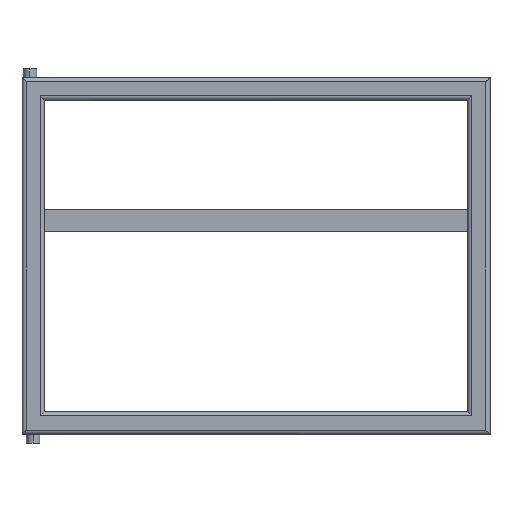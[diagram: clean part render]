
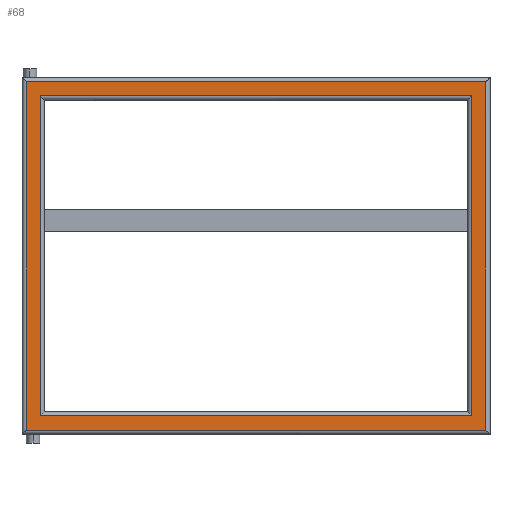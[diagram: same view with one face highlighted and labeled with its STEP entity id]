
A CAD part, top view. The second image highlights one B-rep face of the part: STEP entity #68.
In plain terms, the highlighted planar face has unit normal (0, 0, 1).
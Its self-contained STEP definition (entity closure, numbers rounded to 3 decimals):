
#4 = VECTOR ( 'NONE', #1164, 1000. ) ;
#68 = ADVANCED_FACE ( 'NONE', ( #780, #2279 ), #2040, .F. ) ;
#89 = VECTOR ( 'NONE', #1607, 1000. ) ;
#124 = CARTESIAN_POINT ( 'NONE',  ( 1141.421, -16., 25. ) ) ;
#146 = EDGE_CURVE ( 'NONE', #1958, #2224, #910, .T. ) ;
#158 = ORIENTED_EDGE ( 'NONE', *, *, #2497, .T. ) ;
#229 = LINE ( 'NONE', #2003, #2541 ) ;
#318 = ORIENTED_EDGE ( 'NONE', *, *, #1316, .F. ) ;
#327 = DIRECTION ( 'NONE',  ( -1., 0., 0. ) ) ;
#334 = CARTESIAN_POINT ( 'NONE',  ( -16., 16., 25. ) ) ;
#426 = DIRECTION ( 'NONE',  ( 0., 1., 0. ) ) ;
#519 = VECTOR ( 'NONE', #1685, 1000. ) ;
#534 = ORIENTED_EDGE ( 'NONE', *, *, #146, .F. ) ;
#572 = CARTESIAN_POINT ( 'NONE',  ( 1016., -766., 25. ) ) ;
#627 = DIRECTION ( 'NONE',  ( 0., 0., -1. ) ) ;
#629 = LINE ( 'NONE', #124, #2377 ) ;
#682 = ORIENTED_EDGE ( 'NONE', *, *, #1764, .T. ) ;
#700 = EDGE_CURVE ( 'NONE', #1958, #2413, #1695, .T. ) ;
#734 = EDGE_CURVE ( 'NONE', #2231, #2413, #229, .T. ) ;
#754 = ORIENTED_EDGE ( 'NONE', *, *, #1147, .T. ) ;
#755 = LINE ( 'NONE', #2292, #2346 ) ;
#780 = FACE_BOUND ( 'NONE', #799, .T. ) ;
#799 = EDGE_LOOP ( 'NONE', ( #2557, #754, #682, #158 ) ) ;
#869 = VERTEX_POINT ( 'NONE', #2176 ) ;
#873 = CARTESIAN_POINT ( 'NONE',  ( 984., -734., 25. ) ) ;
#884 = DIRECTION ( 'NONE',  ( 0., -1., 0. ) ) ;
#899 = CARTESIAN_POINT ( 'NONE',  ( -16., -766., 25. ) ) ;
#910 = LINE ( 'NONE', #1216, #1692 ) ;
#914 = DIRECTION ( 'NONE',  ( -1., 0., 0. ) ) ;
#974 = CARTESIAN_POINT ( 'NONE',  ( 16., -734., 25. ) ) ;
#977 = CARTESIAN_POINT ( 'NONE',  ( 16., -734., 25. ) ) ;
#1066 = CARTESIAN_POINT ( 'NONE',  ( 984., -16., 25. ) ) ;
#1105 = CARTESIAN_POINT ( 'NONE',  ( 1016., 16., 25. ) ) ;
#1147 = EDGE_CURVE ( 'NONE', #1397, #2017, #755, .T. ) ;
#1164 = DIRECTION ( 'NONE',  ( 0., 1., 0. ) ) ;
#1208 = DIRECTION ( 'NONE',  ( 0., -1., 0. ) ) ;
#1216 = CARTESIAN_POINT ( 'NONE',  ( 1016., 16., 25. ) ) ;
#1259 = EDGE_CURVE ( 'NONE', #1397, #869, #629, .T. ) ;
#1316 = EDGE_CURVE ( 'NONE', #2224, #2231, #1442, .T. ) ;
#1324 = CARTESIAN_POINT ( 'NONE',  ( 984., -734., 25. ) ) ;
#1397 = VERTEX_POINT ( 'NONE', #1066 ) ;
#1430 = CARTESIAN_POINT ( 'NONE',  ( 1141.421, 16., 25. ) ) ;
#1442 = LINE ( 'NONE', #572, #2147 ) ;
#1607 = DIRECTION ( 'NONE',  ( -1., 0., 0. ) ) ;
#1616 = VERTEX_POINT ( 'NONE', #974 ) ;
#1617 = DIRECTION ( 'NONE',  ( 0., 1., 0. ) ) ;
#1618 = ORIENTED_EDGE ( 'NONE', *, *, #734, .F. ) ;
#1685 = DIRECTION ( 'NONE',  ( -1., 0., 0. ) ) ;
#1692 = VECTOR ( 'NONE', #1208, 1000. ) ;
#1695 = LINE ( 'NONE', #1951, #89 ) ;
#1719 = AXIS2_PLACEMENT_3D ( 'NONE', #1430, #627, #1617 ) ;
#1739 = EDGE_LOOP ( 'NONE', ( #534, #1999, #1618, #318 ) ) ;
#1764 = EDGE_CURVE ( 'NONE', #2017, #1616, #1938, .T. ) ;
#1844 = LINE ( 'NONE', #977, #4 ) ;
#1938 = LINE ( 'NONE', #873, #519 ) ;
#1951 = CARTESIAN_POINT ( 'NONE',  ( 1141.421, 16., 25. ) ) ;
#1958 = VERTEX_POINT ( 'NONE', #1105 ) ;
#1999 = ORIENTED_EDGE ( 'NONE', *, *, #700, .T. ) ;
#2003 = CARTESIAN_POINT ( 'NONE',  ( -16., -766., 25. ) ) ;
#2017 = VERTEX_POINT ( 'NONE', #1324 ) ;
#2040 = PLANE ( 'NONE',  #1719 ) ;
#2147 = VECTOR ( 'NONE', #327, 1000. ) ;
#2176 = CARTESIAN_POINT ( 'NONE',  ( 16., -16., 25. ) ) ;
#2224 = VERTEX_POINT ( 'NONE', #2268 ) ;
#2231 = VERTEX_POINT ( 'NONE', #899 ) ;
#2268 = CARTESIAN_POINT ( 'NONE',  ( 1016., -766., 25. ) ) ;
#2279 = FACE_OUTER_BOUND ( 'NONE', #1739, .T. ) ;
#2292 = CARTESIAN_POINT ( 'NONE',  ( 984., -16., 25. ) ) ;
#2346 = VECTOR ( 'NONE', #884, 1000. ) ;
#2377 = VECTOR ( 'NONE', #914, 1000. ) ;
#2413 = VERTEX_POINT ( 'NONE', #334 ) ;
#2497 = EDGE_CURVE ( 'NONE', #1616, #869, #1844, .T. ) ;
#2541 = VECTOR ( 'NONE', #426, 1000. ) ;
#2557 = ORIENTED_EDGE ( 'NONE', *, *, #1259, .F. ) ;
